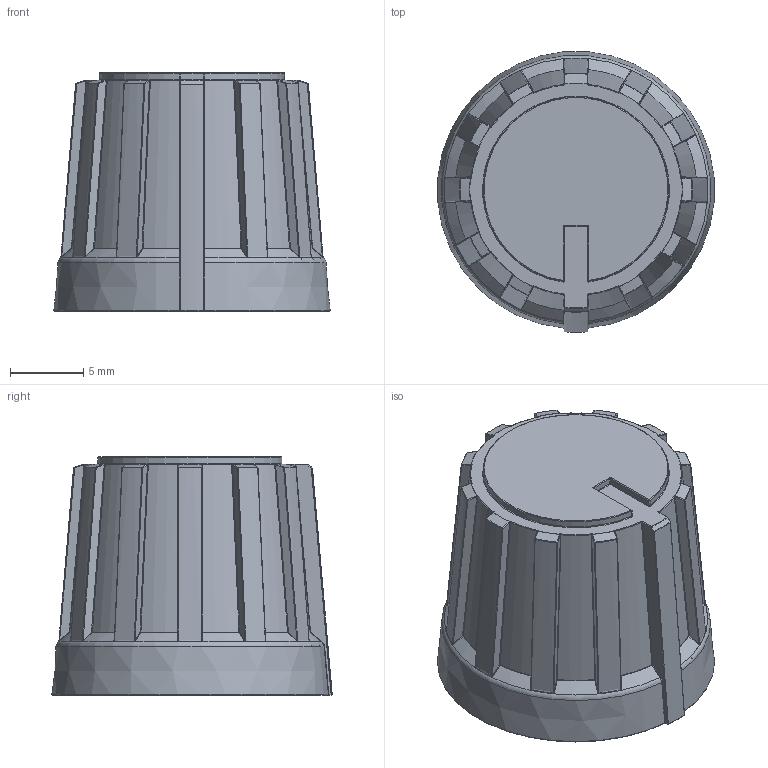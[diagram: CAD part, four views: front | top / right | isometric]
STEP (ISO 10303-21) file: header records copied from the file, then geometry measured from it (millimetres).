
FILE_DESCRIPTION(/* description */ ('Designed by EasyEDA Pro'),/* implementation_level */ '2;1');
FILE_NAME(/* name */ 'KNOB.step',/* time_stamp */ '2025-07-05T12:31:59+05:30',/* author */ (''),/* organization */ (''),/* preprocessor_version */ 'ST-DEVELOPER v20.1',/* originating_system */ 'Autodesk Translation Framework v14.10.0.0',/* authorisation */ '');
FILE_SCHEMA (('AUTOMOTIVE_DESIGN { 1 0 10303 214 3 1 1 }'));
Length unit declared in the file: millimetre
Products named in the file (2): Open CASCADE STEP translator 7.8 1; Turn knob
Assembly tree (1 placements, depth 2):
  Open CASCADE STEP translator 7.8 1
    Turn knob
Bounding box: 18.92 x 19.2 x 16.3 mm (x, y, z)
Volume: 1656.6 mm3; surface area: 2377.3 mm2
Topology: 1 solids, 1 shells, 579 faces, 1342 edges, 677 vertices
Faces by surface type: bspline 260, sphere 85, torus 79, cylinder 70, plane 44, cone 41
Entity records: 21038 total; most frequent: CARTESIAN_POINT 9617, ORIENTED_EDGE 2502, DIRECTION 2331, EDGE_CURVE 1251, AXIS2_PLACEMENT_3D 1105, VERTEX_POINT 677, CIRCLE 602, EDGE_LOOP 582
